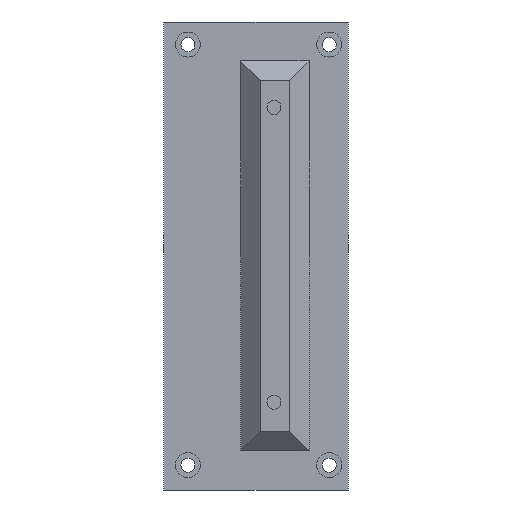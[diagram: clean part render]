
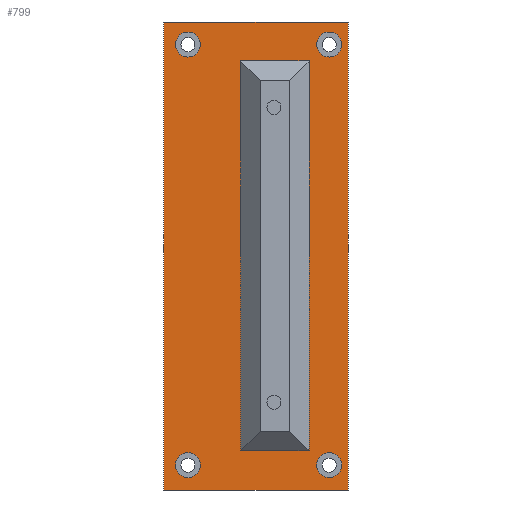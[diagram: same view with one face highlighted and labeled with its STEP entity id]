
A CAD part, front view. The second image highlights one B-rep face of the part: STEP entity #799.
In plain terms, the highlighted planar face has unit normal (0, -1, 0).
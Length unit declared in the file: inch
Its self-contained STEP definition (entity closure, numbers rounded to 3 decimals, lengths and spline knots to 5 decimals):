
#31=CIRCLE('',#841,0.08);
#35=CIRCLE('',#848,0.08);
#39=CIRCLE('',#855,0.08);
#43=CIRCLE('',#862,0.08);
#65=FACE_BOUND('',#173,.T.);
#66=FACE_BOUND('',#174,.T.);
#67=FACE_BOUND('',#175,.T.);
#68=FACE_BOUND('',#176,.T.);
#69=FACE_BOUND('',#177,.T.);
#113=FACE_OUTER_BOUND('',#172,.T.);
#172=EDGE_LOOP('',(#691,#692,#693,#694));
#173=EDGE_LOOP('',(#695,#696,#697,#698));
#174=EDGE_LOOP('',(#699));
#175=EDGE_LOOP('',(#700));
#176=EDGE_LOOP('',(#701));
#177=EDGE_LOOP('',(#702));
#190=LINE('',#1125,#270);
#197=LINE('',#1140,#277);
#221=LINE('',#1191,#301);
#254=LINE('',#1307,#334);
#255=LINE('',#1311,#335);
#256=LINE('',#1313,#336);
#257=LINE('',#1315,#337);
#258=LINE('',#1316,#338);
#270=VECTOR('',#903,0.3937);
#277=VECTOR('',#914,0.3937);
#301=VECTOR('',#952,0.3937);
#334=VECTOR('',#1091,0.3937);
#335=VECTOR('',#1094,0.3937);
#336=VECTOR('',#1095,0.3937);
#337=VECTOR('',#1096,0.3937);
#338=VECTOR('',#1097,0.3937);
#347=VERTEX_POINT('',#1118);
#350=VERTEX_POINT('',#1123);
#353=VERTEX_POINT('',#1133);
#356=VERTEX_POINT('',#1138);
#379=VERTEX_POINT('',#1198);
#383=VERTEX_POINT('',#1211);
#387=VERTEX_POINT('',#1224);
#391=VERTEX_POINT('',#1237);
#407=VERTEX_POINT('',#1309);
#408=VERTEX_POINT('',#1310);
#409=VERTEX_POINT('',#1312);
#410=VERTEX_POINT('',#1314);
#418=EDGE_CURVE('',#350,#347,#190,.T.);
#425=EDGE_CURVE('',#356,#353,#197,.T.);
#451=EDGE_CURVE('',#347,#356,#221,.T.);
#454=EDGE_CURVE('',#379,#379,#31,.T.);
#460=EDGE_CURVE('',#383,#383,#35,.T.);
#466=EDGE_CURVE('',#387,#387,#39,.T.);
#472=EDGE_CURVE('',#391,#391,#43,.T.);
#506=EDGE_CURVE('',#353,#350,#254,.T.);
#507=EDGE_CURVE('',#407,#408,#255,.T.);
#508=EDGE_CURVE('',#408,#409,#256,.T.);
#509=EDGE_CURVE('',#410,#409,#257,.T.);
#510=EDGE_CURVE('',#407,#410,#258,.T.);
#691=ORIENTED_EDGE('',*,*,#507,.T.);
#692=ORIENTED_EDGE('',*,*,#508,.T.);
#693=ORIENTED_EDGE('',*,*,#509,.F.);
#694=ORIENTED_EDGE('',*,*,#510,.F.);
#695=ORIENTED_EDGE('',*,*,#506,.F.);
#696=ORIENTED_EDGE('',*,*,#425,.F.);
#697=ORIENTED_EDGE('',*,*,#451,.F.);
#698=ORIENTED_EDGE('',*,*,#418,.F.);
#699=ORIENTED_EDGE('',*,*,#472,.T.);
#700=ORIENTED_EDGE('',*,*,#460,.T.);
#701=ORIENTED_EDGE('',*,*,#454,.T.);
#702=ORIENTED_EDGE('',*,*,#466,.T.);
#754=PLANE('',#890);
#799=ADVANCED_FACE('',(#113,#65,#66,#67,#68,#69),#754,.T.);
#841=AXIS2_PLACEMENT_3D('',#1199,#961,#962);
#848=AXIS2_PLACEMENT_3D('',#1212,#977,#978);
#855=AXIS2_PLACEMENT_3D('',#1225,#993,#994);
#862=AXIS2_PLACEMENT_3D('',#1238,#1009,#1010);
#890=AXIS2_PLACEMENT_3D('',#1308,#1092,#1093);
#903=DIRECTION('',(-1.,0.,0.));
#914=DIRECTION('',(1.,0.,0.));
#952=DIRECTION('',(0.,0.,-1.));
#961=DIRECTION('center_axis',(0.,1.,0.));
#962=DIRECTION('ref_axis',(1.,0.,0.));
#977=DIRECTION('center_axis',(0.,1.,0.));
#978=DIRECTION('ref_axis',(1.,0.,0.));
#993=DIRECTION('center_axis',(0.,1.,0.));
#994=DIRECTION('ref_axis',(1.,0.,0.));
#1009=DIRECTION('center_axis',(0.,1.,0.));
#1010=DIRECTION('ref_axis',(1.,0.,0.));
#1091=DIRECTION('',(0.,0.,1.));
#1092=DIRECTION('center_axis',(0.,-1.,0.));
#1093=DIRECTION('ref_axis',(1.,0.,0.));
#1094=DIRECTION('',(1.,0.,0.));
#1095=DIRECTION('',(0.,0.,1.));
#1096=DIRECTION('',(1.,0.,0.));
#1097=DIRECTION('',(0.,0.,1.));
#1118=CARTESIAN_POINT('',(-0.3125,0.69473,2.75));
#1123=CARTESIAN_POINT('',(0.125,0.69473,2.75));
#1125=CARTESIAN_POINT('',(-0.04688,0.69473,2.75));
#1133=CARTESIAN_POINT('',(0.125,0.69473,0.25));
#1138=CARTESIAN_POINT('',(-0.3125,0.69473,0.25));
#1140=CARTESIAN_POINT('',(-0.04688,0.69473,0.25));
#1191=CARTESIAN_POINT('',(-0.3125,0.69473,0.));
#1198=CARTESIAN_POINT('',(0.17433,0.69473,0.15927));
#1199=CARTESIAN_POINT('Origin',(0.25433,0.69473,0.15927));
#1211=CARTESIAN_POINT('',(-0.73118,0.69473,2.85549));
#1212=CARTESIAN_POINT('Origin',(-0.65118,0.69473,2.85549));
#1224=CARTESIAN_POINT('',(0.17433,0.69473,2.85549));
#1225=CARTESIAN_POINT('Origin',(0.25433,0.69473,2.85549));
#1237=CARTESIAN_POINT('',(-0.73118,0.69473,0.15927));
#1238=CARTESIAN_POINT('Origin',(-0.65118,0.69473,0.15927));
#1307=CARTESIAN_POINT('',(0.125,0.69473,0.));
#1308=CARTESIAN_POINT('Origin',(0.,0.69473,
0.));
#1309=CARTESIAN_POINT('',(-0.805,0.69473,0.));
#1310=CARTESIAN_POINT('',(0.375,0.69473,0.));
#1311=CARTESIAN_POINT('',(-0.805,0.69473,0.));
#1312=CARTESIAN_POINT('',(0.375,0.69473,3.));
#1313=CARTESIAN_POINT('',(0.375,0.69473,0.));
#1314=CARTESIAN_POINT('',(-0.805,0.69473,3.));
#1315=CARTESIAN_POINT('',(0.,0.69473,3.));
#1316=CARTESIAN_POINT('',(-0.805,0.69473,0.));
